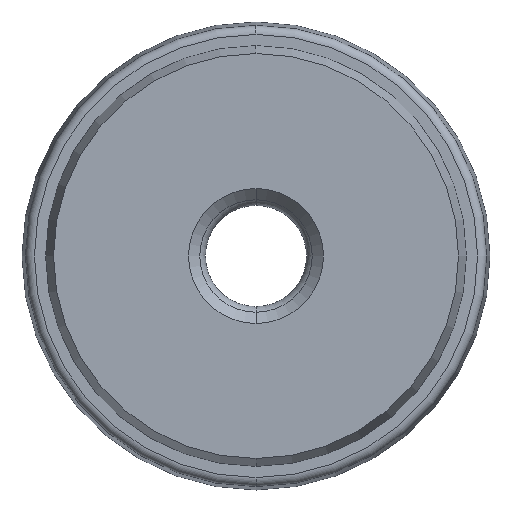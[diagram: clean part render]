
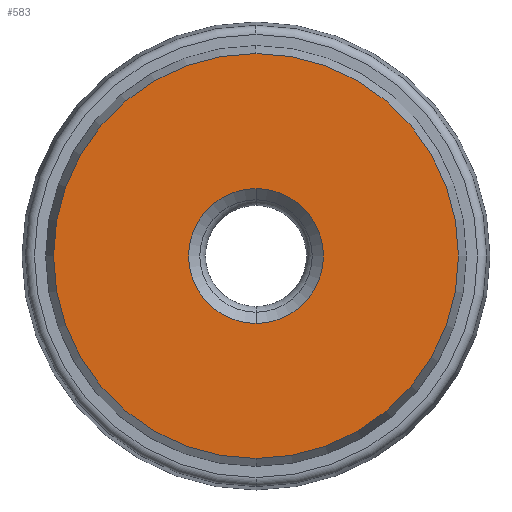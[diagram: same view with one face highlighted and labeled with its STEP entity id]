
A CAD part, left-side view. The second image highlights one B-rep face of the part: STEP entity #583.
In plain terms, the highlighted planar face has unit normal (-1, 0, 0).
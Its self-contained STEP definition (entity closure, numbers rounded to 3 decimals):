
#28 = FACE_OUTER_BOUND ( 'NONE', #243, .T. ) ;
#59 = FACE_BOUND ( 'NONE', #277, .T. ) ;
#72 = CIRCLE ( 'NONE', #922, 3. ) ;
#108 = ORIENTED_EDGE ( 'NONE', *, *, #505, .T. ) ;
#110 = ORIENTED_EDGE ( 'NONE', *, *, #471, .T. ) ;
#113 = ORIENTED_EDGE ( 'NONE', *, *, #520, .T. ) ;
#127 = CIRCLE ( 'NONE', #955, 3. ) ;
#141 = CIRCLE ( 'NONE', #478, 9. ) ;
#155 = CIRCLE ( 'NONE', #482, 9. ) ;
#170 = CARTESIAN_POINT ( 'NONE',  ( 0., 0., 9. ) ) ;
#217 = CARTESIAN_POINT ( 'NONE',  ( 0., 0., -3. ) ) ;
#220 = CARTESIAN_POINT ( 'NONE',  ( 0., 0., 3. ) ) ;
#221 = CARTESIAN_POINT ( 'NONE',  ( 0., 0., -9. ) ) ;
#243 = EDGE_LOOP ( 'NONE', ( #273, #110 ) ) ;
#273 = ORIENTED_EDGE ( 'NONE', *, *, #469, .T. ) ;
#277 = EDGE_LOOP ( 'NONE', ( #108, #113 ) ) ;
#469 = EDGE_CURVE ( 'NONE', #1063, #1062, #141, .T. ) ;
#471 = EDGE_CURVE ( 'NONE', #1062, #1063, #155, .T. ) ;
#478 = AXIS2_PLACEMENT_3D ( 'NONE', #529, #548, #549 ) ;
#482 = AXIS2_PLACEMENT_3D ( 'NONE', #551, #536, #553 ) ;
#505 = EDGE_CURVE ( 'NONE', #1056, #1051, #127, .T. ) ;
#520 = EDGE_CURVE ( 'NONE', #1051, #1056, #72, .T. ) ;
#529 = CARTESIAN_POINT ( 'NONE',  ( 0., 0., 0. ) ) ;
#536 = DIRECTION ( 'NONE',  ( -1., 0., 0. ) ) ;
#548 = DIRECTION ( 'NONE',  ( -1., 0., 0. ) ) ;
#549 = DIRECTION ( 'NONE',  ( 0., 0., 1. ) ) ;
#551 = CARTESIAN_POINT ( 'NONE',  ( 0., 0., 0. ) ) ;
#553 = DIRECTION ( 'NONE',  ( 0., 0., 1. ) ) ;
#583 = ADVANCED_FACE ( 'NONE', ( #59, #28 ), #879, .F. ) ;
#606 = DIRECTION ( 'NONE',  ( 1., 0., 0. ) ) ;
#687 = CARTESIAN_POINT ( 'NONE',  ( 0., 0., 0. ) ) ;
#688 = DIRECTION ( 'NONE',  ( 0., 0., -1. ) ) ;
#711 = DIRECTION ( 'NONE',  ( 1., 0., 0. ) ) ;
#750 = CARTESIAN_POINT ( 'NONE',  ( 0., 0., 0. ) ) ;
#879 = PLANE ( 'NONE',  #946 ) ;
#885 = CARTESIAN_POINT ( 'NONE',  ( 0., 2.5, 0. ) ) ;
#887 = DIRECTION ( 'NONE',  ( 1., 0., 0. ) ) ;
#888 = DIRECTION ( 'NONE',  ( 0., 0., -1. ) ) ;
#922 = AXIS2_PLACEMENT_3D ( 'NONE', #687, #711, #688 ) ;
#946 = AXIS2_PLACEMENT_3D ( 'NONE', #885, #887, #888 ) ;
#955 = AXIS2_PLACEMENT_3D ( 'NONE', #750, #606, #1083 ) ;
#1051 = VERTEX_POINT ( 'NONE', #217 ) ;
#1056 = VERTEX_POINT ( 'NONE', #220 ) ;
#1062 = VERTEX_POINT ( 'NONE', #170 ) ;
#1063 = VERTEX_POINT ( 'NONE', #221 ) ;
#1083 = DIRECTION ( 'NONE',  ( 0., 0., -1. ) ) ;
